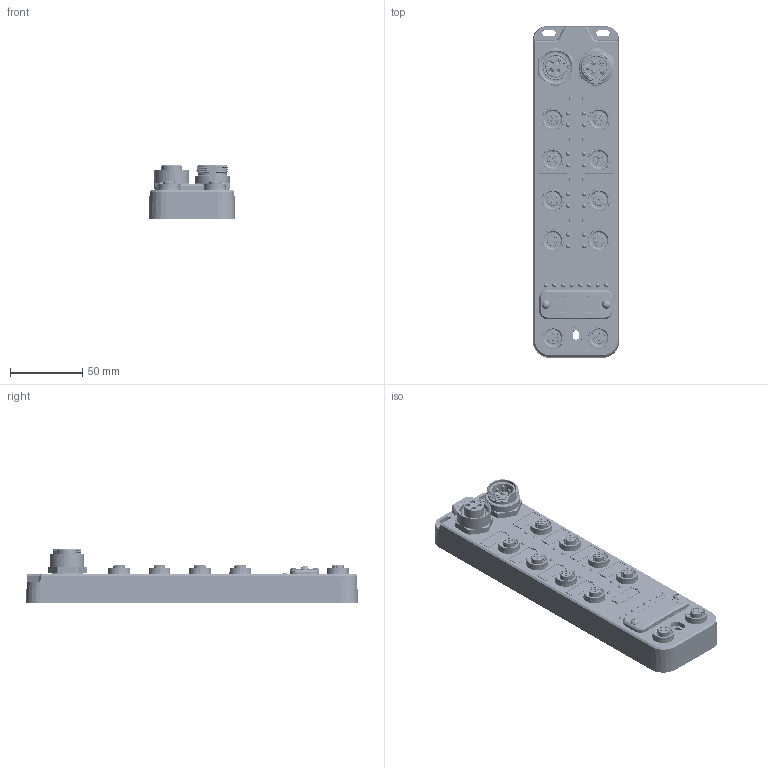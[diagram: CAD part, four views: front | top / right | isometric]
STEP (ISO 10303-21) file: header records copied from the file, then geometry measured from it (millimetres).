
FILE_DESCRIPTION((''),'2;1');
FILE_NAME('_78-110001','2024-11-05T17:16:22',('elco'),(''),'CREO PARAMETRIC BY PTC INC, 2022424','CREO PARAMETRIC BY PTC INC, 2022424','');
FILE_SCHEMA(('CONFIG_CONTROL_DESIGN'));
Products named in the file (1): _78-110001
Bounding box: 60 x 230 x 37.8 mm (x, y, z)
Volume: 281045.4 mm3; surface area: 70898.6 mm2
Topology: 1 solids, 120 shells, 3695 faces, 9362 edges, 6099 vertices
Faces by surface type: cylinder 1346, plane 1286, bspline 477, cone 386, sphere 112, torus 85, extrusion 3
Entity records: 153125 total; most frequent: CARTESIAN_POINT 68409, ORIENTED_EDGE 18480, DIRECTION 16040, EDGE_CURVE 9240, AXIS2_PLACEMENT_3D 6362, VERTEX_POINT 6099, EDGE_LOOP 4239, FACE_OUTER_BOUND 3695
